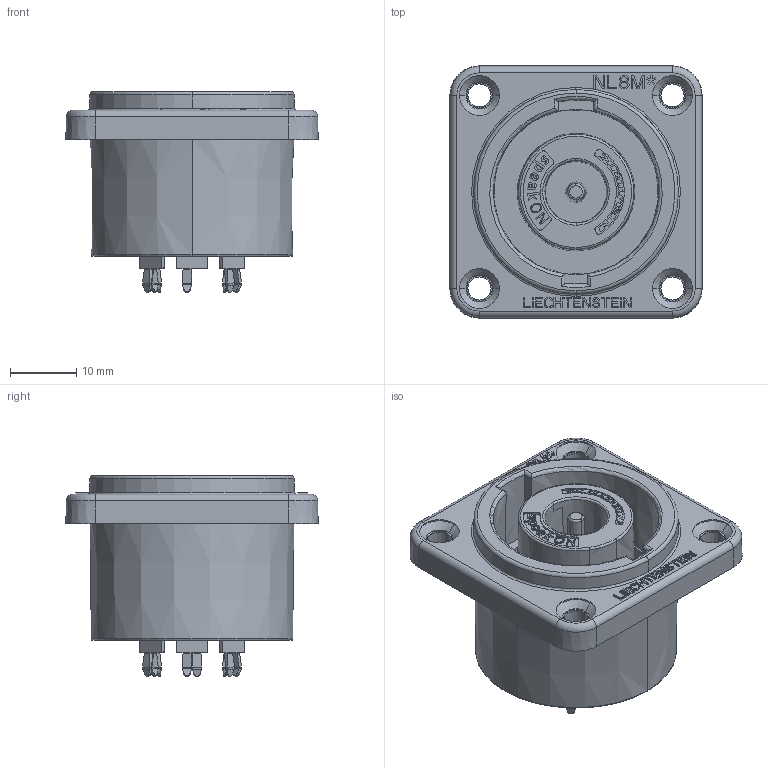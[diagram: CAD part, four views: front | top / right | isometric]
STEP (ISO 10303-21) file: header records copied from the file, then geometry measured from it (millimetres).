
FILE_DESCRIPTION((''),'2;1');
FILE_NAME('NL8MDXX-V','2021-03-09T11:53:31',('man'),(''),'CREO PARAMETRIC BY PTC INC, 2019080','CREO PARAMETRIC BY PTC INC, 2019080','');
FILE_SCHEMA(('CONFIG_CONTROL_DESIGN'));
Length unit declared in the file: millimetre
Products named in the file (1): NL8MDXX-V
Bounding box: 38.16 x 38.16 x 30.35 mm (x, y, z)
Volume: 14044.1 mm3; surface area: 11556.9 mm2
Topology: 1 solids, 11 shells, 1590 faces, 4050 edges, 2570 vertices
Faces by surface type: plane 920, bspline 316, cylinder 182, torus 88, cone 80, extrusion 4
Entity records: 57845 total; most frequent: CARTESIAN_POINT 21560, ORIENTED_EDGE 8080, DIRECTION 6460, EDGE_CURVE 4050, VECTOR 2746, LINE 2742, VERTEX_POINT 2570, AXIS2_PLACEMENT_3D 1857
